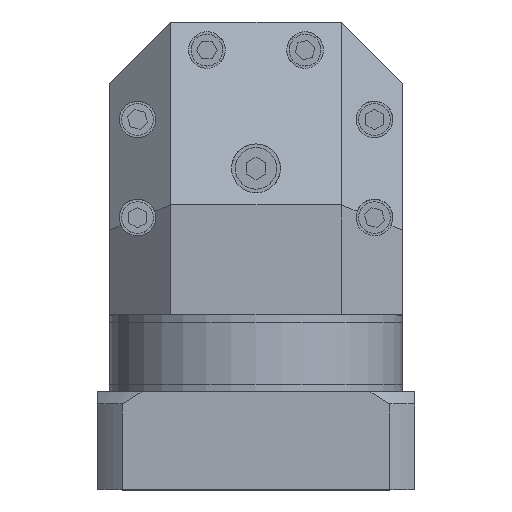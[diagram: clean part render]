
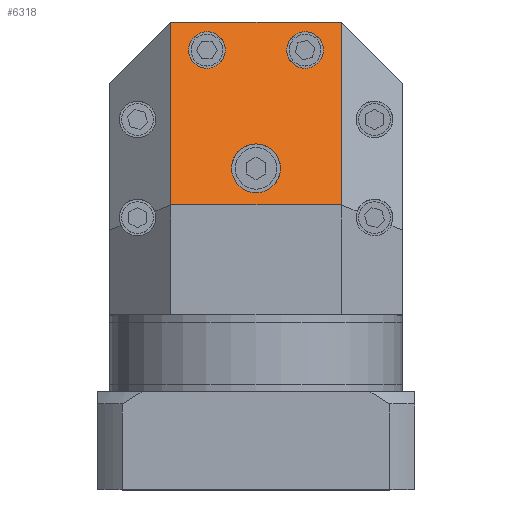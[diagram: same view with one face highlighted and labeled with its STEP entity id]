
A CAD part, top view. The second image highlights one B-rep face of the part: STEP entity #6318.
In plain terms, the highlighted planar face has unit normal (0, 0.707, 0.707).
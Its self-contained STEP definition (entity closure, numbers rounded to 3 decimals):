
#157 = CARTESIAN_POINT ( 'NONE',  ( 35., -15., 60. ) ) ;
#177 = CARTESIAN_POINT ( 'NONE',  ( 27.591, 48.504, -3.504 ) ) ;
#234 = CARTESIAN_POINT ( 'NONE',  ( 12.591, 48.504, -3.504 ) ) ;
#286 = CARTESIAN_POINT ( 'NONE',  ( 27.591, 48.504, -3.504 ) ) ;
#304 = EDGE_LOOP ( 'NONE', ( #3439, #10597 ) ) ;
#379 = CARTESIAN_POINT ( 'NONE',  ( 27.591, 63.504, -18.504 ) ) ;
#409 = CARTESIAN_POINT ( 'NONE',  ( 12.591, 63.504, -18.504 ) ) ;
#627 = CARTESIAN_POINT ( 'NONE',  ( 35., -15., 60. ) ) ;
#682 = EDGE_CURVE ( 'NONE', #9755, #8120, #6929, .T. ) ;
#694 = CARTESIAN_POINT ( 'NONE',  ( 0., -15., 60. ) ) ;
#742 = CARTESIAN_POINT ( 'NONE',  ( -10., 0., 45. ) ) ;
#776 = FACE_BOUND ( 'NONE', #304, .T. ) ;
#992 = CARTESIAN_POINT ( 'NONE',  ( -35., 60., -15. ) ) ;
#1045 = CARTESIAN_POINT ( 'NONE',  ( 0., -15., 60. ) ) ;
#1075 = ORIENTED_EDGE ( 'NONE', *, *, #10228, .F. ) ;
#1104 = ORIENTED_EDGE ( 'NONE', *, *, #7013, .T. ) ;
#1381 = VECTOR ( 'NONE', #3212, 1000. ) ;
#1599 = ORIENTED_EDGE ( 'NONE', *, *, #11125, .F. ) ;
#1747 = CARTESIAN_POINT ( 'NONE',  ( 10., 0., 45. ) ) ;
#1773 = CARTESIAN_POINT ( 'NONE',  ( -60., 60., -15. ) ) ;
#1962 = LINE ( 'NONE', #10010, #4318 ) ;
#2064 = CARTESIAN_POINT ( 'NONE',  ( -27.591, 48.504, -3.504 ) ) ;
#2141 = LINE ( 'NONE', #157, #4498 ) ;
#2470 = CARTESIAN_POINT ( 'NONE',  ( -12.591, 48.504, -3.504 ) ) ;
#2612 = CARTESIAN_POINT ( 'NONE',  ( -27.591, 48.504, -3.504 ) ) ;
#2837 = EDGE_CURVE ( 'NONE', #9760, #11074, #7174, .T. ) ;
#2863 = CARTESIAN_POINT ( 'NONE',  ( -12.591, 63.504, -18.504 ) ) ;
#2874 = CARTESIAN_POINT ( 'NONE',  ( -27.591, 63.504, -18.504 ) ) ;
#2882 = CARTESIAN_POINT ( 'NONE',  ( -10., 0., 45. ) ) ;
#2994 = CARTESIAN_POINT ( 'NONE',  ( -12.591, 48.504, -3.504 ) ) ;
#3034 = CARTESIAN_POINT ( 'NONE',  ( -12.591, 33.504, 11.496 ) ) ;
#3111 = EDGE_CURVE ( 'NONE', #11074, #9760, #11946, .T. ) ;
#3212 = DIRECTION ( 'NONE',  ( 1., 0., 0. ) ) ;
#3396 = CARTESIAN_POINT ( 'NONE',  ( -27.591, 48.504, -3.504 ) ) ;
#3439 = ORIENTED_EDGE ( 'NONE', *, *, #2837, .F. ) ;
#3564 = VERTEX_POINT ( 'NONE', #8166 ) ;
#3776 = CARTESIAN_POINT ( 'NONE',  ( -27.591, 33.504, 11.496 ) ) ;
#3904 = VECTOR ( 'NONE', #7922, 1000. ) ;
#3976 =( BOUNDED_CURVE ( )  B_SPLINE_CURVE ( 3, ( #286, #379, #409, #234 ),
 .UNSPECIFIED., .F., .F. ) 
 B_SPLINE_CURVE_WITH_KNOTS ( ( 4, 4 ),
 ( 1.571, 4.712 ),
 .UNSPECIFIED. ) 
 CURVE ( )  GEOMETRIC_REPRESENTATION_ITEM ( )  RATIONAL_B_SPLINE_CURVE ( ( 1., 0.333, 0.333, 1. ) ) 
 REPRESENTATION_ITEM ( '' )  );
#4123 = CARTESIAN_POINT ( 'NONE',  ( 12.591, 33.504, 11.496 ) ) ;
#4179 = EDGE_CURVE ( 'NONE', #6944, #6278, #3976, .T. ) ;
#4318 = VECTOR ( 'NONE', #11993, 1000. ) ;
#4319 =( BOUNDED_CURVE ( )  B_SPLINE_CURVE ( 3, ( #10924, #4123, #6066, #177 ),
 .UNSPECIFIED., .F., .F. ) 
 B_SPLINE_CURVE_WITH_KNOTS ( ( 4, 4 ),
 ( 4.712, 7.854 ),
 .UNSPECIFIED. ) 
 CURVE ( )  GEOMETRIC_REPRESENTATION_ITEM ( )  RATIONAL_B_SPLINE_CURVE ( ( 1., 0.333, 0.333, 1. ) ) 
 REPRESENTATION_ITEM ( '' )  );
#4498 = VECTOR ( 'NONE', #7037, 1000. ) ;
#4503 = CARTESIAN_POINT ( 'NONE',  ( 35., 60., -15. ) ) ;
#4710 =( BOUNDED_CURVE ( )  B_SPLINE_CURVE ( 3, ( #6781, #9675, #8752, #2882 ),
 .UNSPECIFIED., .F., .T. ) 
 B_SPLINE_CURVE_WITH_KNOTS ( ( 4, 4 ),
 ( 1.571, 4.712 ),
 .UNSPECIFIED. ) 
 CURVE ( )  GEOMETRIC_REPRESENTATION_ITEM ( )  RATIONAL_B_SPLINE_CURVE ( ( 1., 0.333, 0.333, 1. ) ) 
 REPRESENTATION_ITEM ( '' )  );
#5631 =( BOUNDED_CURVE ( )  B_SPLINE_CURVE ( 3, ( #742, #6652, #7627, #1747 ),
 .UNSPECIFIED., .F., .T. ) 
 B_SPLINE_CURVE_WITH_KNOTS ( ( 4, 4 ),
 ( 4.712, 7.854 ),
 .UNSPECIFIED. ) 
 CURVE ( )  GEOMETRIC_REPRESENTATION_ITEM ( )  RATIONAL_B_SPLINE_CURVE ( ( 1., 0.333, 0.333, 1. ) ) 
 REPRESENTATION_ITEM ( '' )  );
#5671 = DIRECTION ( 'NONE',  ( 0., -0.707, -0.707 ) ) ;
#5737 = VERTEX_POINT ( 'NONE', #9267 ) ;
#5840 = VERTEX_POINT ( 'NONE', #627 ) ;
#6020 = FACE_BOUND ( 'NONE', #10256, .T. ) ;
#6041 = EDGE_CURVE ( 'NONE', #5840, #12446, #11990, .T. ) ;
#6066 = CARTESIAN_POINT ( 'NONE',  ( 27.591, 33.504, 11.496 ) ) ;
#6278 = VERTEX_POINT ( 'NONE', #8526 ) ;
#6318 = ADVANCED_FACE ( 'NONE', ( #6020, #776, #10895, #8322 ), #9544, .F. ) ;
#6652 = CARTESIAN_POINT ( 'NONE',  ( -10., -20., 65. ) ) ;
#6781 = CARTESIAN_POINT ( 'NONE',  ( 10., 0., 45. ) ) ;
#6857 = CARTESIAN_POINT ( 'NONE',  ( 27.591, 48.504, -3.504 ) ) ;
#6929 = LINE ( 'NONE', #1773, #1381 ) ;
#6944 = VERTEX_POINT ( 'NONE', #6857 ) ;
#7013 = EDGE_CURVE ( 'NONE', #5840, #8120, #2141, .T. ) ;
#7037 = DIRECTION ( 'NONE',  ( 0., 0.707, -0.707 ) ) ;
#7174 =( BOUNDED_CURVE ( )  B_SPLINE_CURVE ( 3, ( #2470, #2863, #2874, #2064 ),
 .UNSPECIFIED., .F., .T. ) 
 B_SPLINE_CURVE_WITH_KNOTS ( ( 4, 4 ),
 ( 1.571, 4.712 ),
 .UNSPECIFIED. ) 
 CURVE ( )  GEOMETRIC_REPRESENTATION_ITEM ( )  RATIONAL_B_SPLINE_CURVE ( ( 1., 0.333, 0.333, 1. ) ) 
 REPRESENTATION_ITEM ( '' )  );
#7627 = CARTESIAN_POINT ( 'NONE',  ( 10., -20., 65. ) ) ;
#7922 = DIRECTION ( 'NONE',  ( -1., 0., 0. ) ) ;
#7998 = EDGE_LOOP ( 'NONE', ( #8954, #1599 ) ) ;
#8120 = VERTEX_POINT ( 'NONE', #4503 ) ;
#8166 = CARTESIAN_POINT ( 'NONE',  ( -10., 0., 45. ) ) ;
#8293 = EDGE_LOOP ( 'NONE', ( #9443, #11385, #12454, #1104 ) ) ;
#8322 = FACE_OUTER_BOUND ( 'NONE', #8293, .T. ) ;
#8378 = AXIS2_PLACEMENT_3D ( 'NONE', #694, #5671, #12493 ) ;
#8526 = CARTESIAN_POINT ( 'NONE',  ( 12.591, 48.504, -3.504 ) ) ;
#8752 = CARTESIAN_POINT ( 'NONE',  ( -10., 20., 25. ) ) ;
#8954 = ORIENTED_EDGE ( 'NONE', *, *, #12251, .F. ) ;
#9005 = CARTESIAN_POINT ( 'NONE',  ( -35., -15., 60. ) ) ;
#9267 = CARTESIAN_POINT ( 'NONE',  ( 10., 0., 45. ) ) ;
#9443 = ORIENTED_EDGE ( 'NONE', *, *, #682, .F. ) ;
#9544 = PLANE ( 'NONE',  #8378 ) ;
#9675 = CARTESIAN_POINT ( 'NONE',  ( 10., 20., 25. ) ) ;
#9755 = VERTEX_POINT ( 'NONE', #992 ) ;
#9760 = VERTEX_POINT ( 'NONE', #11792 ) ;
#10010 = CARTESIAN_POINT ( 'NONE',  ( -35., -15., 60. ) ) ;
#10228 = EDGE_CURVE ( 'NONE', #6278, #6944, #4319, .T. ) ;
#10256 = EDGE_LOOP ( 'NONE', ( #10719, #1075 ) ) ;
#10597 = ORIENTED_EDGE ( 'NONE', *, *, #3111, .F. ) ;
#10719 = ORIENTED_EDGE ( 'NONE', *, *, #4179, .F. ) ;
#10895 = FACE_BOUND ( 'NONE', #7998, .T. ) ;
#10924 = CARTESIAN_POINT ( 'NONE',  ( 12.591, 48.504, -3.504 ) ) ;
#10929 = EDGE_CURVE ( 'NONE', #9755, #12446, #1962, .T. ) ;
#11074 = VERTEX_POINT ( 'NONE', #2612 ) ;
#11125 = EDGE_CURVE ( 'NONE', #3564, #5737, #5631, .T. ) ;
#11385 = ORIENTED_EDGE ( 'NONE', *, *, #10929, .T. ) ;
#11792 = CARTESIAN_POINT ( 'NONE',  ( -12.591, 48.504, -3.504 ) ) ;
#11946 =( BOUNDED_CURVE ( )  B_SPLINE_CURVE ( 3, ( #3396, #3776, #3034, #2994 ),
 .UNSPECIFIED., .F., .F. ) 
 B_SPLINE_CURVE_WITH_KNOTS ( ( 4, 4 ),
 ( 4.712, 7.854 ),
 .UNSPECIFIED. ) 
 CURVE ( )  GEOMETRIC_REPRESENTATION_ITEM ( )  RATIONAL_B_SPLINE_CURVE ( ( 1., 0.333, 0.333, 1. ) ) 
 REPRESENTATION_ITEM ( '' )  );
#11990 = LINE ( 'NONE', #1045, #3904 ) ;
#11993 = DIRECTION ( 'NONE',  ( 0., -0.707, 0.707 ) ) ;
#12251 = EDGE_CURVE ( 'NONE', #5737, #3564, #4710, .T. ) ;
#12446 = VERTEX_POINT ( 'NONE', #9005 ) ;
#12454 = ORIENTED_EDGE ( 'NONE', *, *, #6041, .F. ) ;
#12493 = DIRECTION ( 'NONE',  ( -1., 0., 0. ) ) ;
